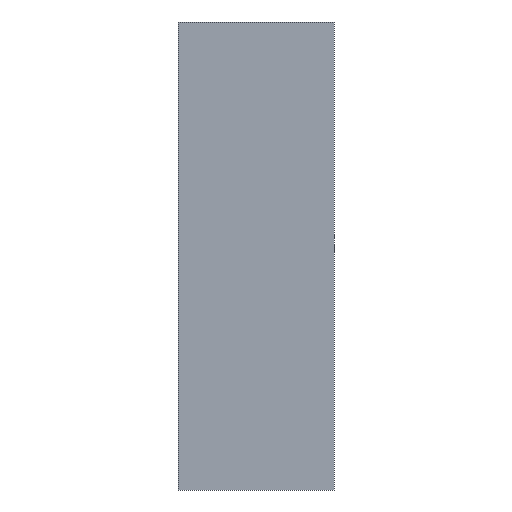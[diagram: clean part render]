
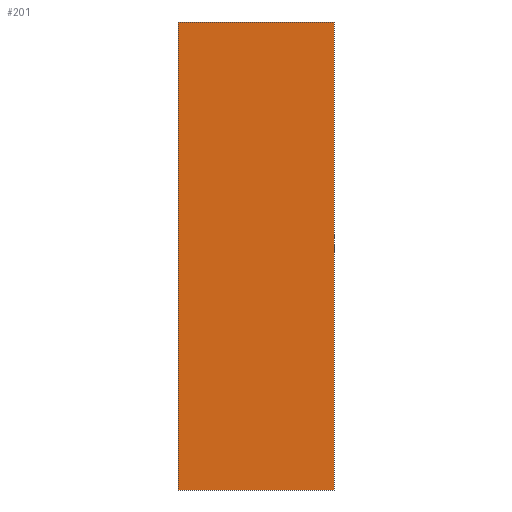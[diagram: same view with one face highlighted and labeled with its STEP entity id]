
A CAD part, front view. The second image highlights one B-rep face of the part: STEP entity #201.
In plain terms, the highlighted planar face has unit normal (0, -1, 0).
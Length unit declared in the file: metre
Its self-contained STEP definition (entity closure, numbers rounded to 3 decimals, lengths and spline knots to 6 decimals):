
#15 = PLANE ( 'NONE',  #28 ) ;
#27 = DIRECTION ( 'NONE',  ( 0., 0., -1. ) ) ;
#28 = AXIS2_PLACEMENT_3D ( 'NONE', #208, #101, #27 ) ;
#31 = CARTESIAN_POINT ( 'NONE',  ( -0.05, 0., -0.15 ) ) ;
#33 = CARTESIAN_POINT ( 'NONE',  ( 0.05, 0., 0.15 ) ) ;
#47 = DIRECTION ( 'NONE',  ( 0., 0., 1. ) ) ;
#54 = CARTESIAN_POINT ( 'NONE',  ( -0.05, 0., -0.15 ) ) ;
#67 = CARTESIAN_POINT ( 'NONE',  ( 0.05, 0., 0.15 ) ) ;
#73 = VECTOR ( 'NONE', #174, 1. ) ;
#78 = CARTESIAN_POINT ( 'NONE',  ( -0.05, 0., 0.15 ) ) ;
#79 = VERTEX_POINT ( 'NONE', #236 ) ;
#83 = EDGE_LOOP ( 'NONE', ( #129, #210, #213, #170 ) ) ;
#99 = LINE ( 'NONE', #78, #73 ) ;
#101 = DIRECTION ( 'NONE',  ( 0., -1., 0. ) ) ;
#111 = EDGE_CURVE ( 'NONE', #168, #193, #196, .T. ) ;
#120 = FACE_OUTER_BOUND ( 'NONE', #83, .T. ) ;
#127 = EDGE_CURVE ( 'NONE', #79, #168, #169, .T. ) ;
#129 = ORIENTED_EDGE ( 'NONE', *, *, #204, .F. ) ;
#131 = DIRECTION ( 'NONE',  ( -1., 0., 0. ) ) ;
#137 = EDGE_CURVE ( 'NONE', #193, #185, #99, .T. ) ;
#147 = VECTOR ( 'NONE', #47, 1. ) ;
#168 = VERTEX_POINT ( 'NONE', #31 ) ;
#169 = LINE ( 'NONE', #54, #177 ) ;
#170 = ORIENTED_EDGE ( 'NONE', *, *, #127, .F. ) ;
#174 = DIRECTION ( 'NONE',  ( 1., 0., 0. ) ) ;
#176 = CARTESIAN_POINT ( 'NONE',  ( -0.05, 0., 0.15 ) ) ;
#177 = VECTOR ( 'NONE', #131, 1. ) ;
#185 = VERTEX_POINT ( 'NONE', #67 ) ;
#192 = LINE ( 'NONE', #33, #218 ) ;
#193 = VERTEX_POINT ( 'NONE', #232 ) ;
#196 = LINE ( 'NONE', #176, #147 ) ;
#201 = ADVANCED_FACE ( 'NONE', ( #120 ), #15, .T. ) ;
#204 = EDGE_CURVE ( 'NONE', #185, #79, #192, .T. ) ;
#208 = CARTESIAN_POINT ( 'NONE',  ( 0., 0., 0. ) ) ;
#210 = ORIENTED_EDGE ( 'NONE', *, *, #137, .F. ) ;
#213 = ORIENTED_EDGE ( 'NONE', *, *, #111, .F. ) ;
#217 = DIRECTION ( 'NONE',  ( 0., 0., -1. ) ) ;
#218 = VECTOR ( 'NONE', #217, 1. ) ;
#232 = CARTESIAN_POINT ( 'NONE',  ( -0.05, 0., 0.15 ) ) ;
#236 = CARTESIAN_POINT ( 'NONE',  ( 0.05, 0., -0.15 ) ) ;
